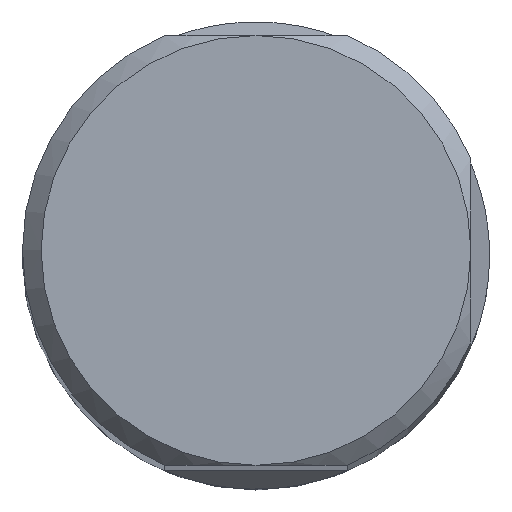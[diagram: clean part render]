
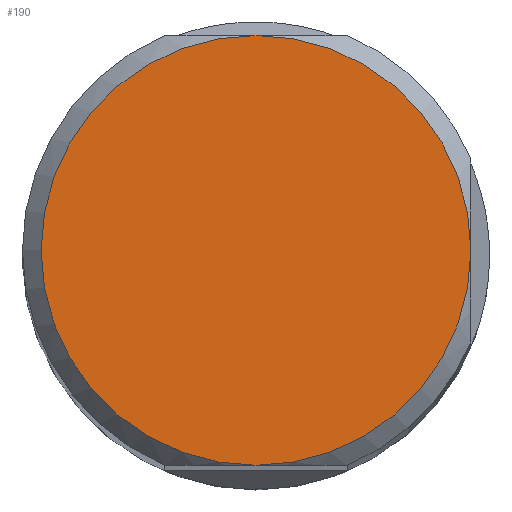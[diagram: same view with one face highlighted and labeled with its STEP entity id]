
A CAD part, top view. The second image highlights one B-rep face of the part: STEP entity #190.
In plain terms, the highlighted planar face has unit normal (0, 0, 1).
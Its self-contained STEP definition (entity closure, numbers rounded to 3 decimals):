
#57=FACE_OUTER_BOUND('',#315,.T.);
#190=ADVANCED_FACE('',(#57),#213,.F.);
#213=PLANE('',#727);
#315=EDGE_LOOP('',(#433,#434,#435));
#433=ORIENTED_EDGE('',*,*,#578,.T.);
#434=ORIENTED_EDGE('',*,*,#576,.T.);
#435=ORIENTED_EDGE('',*,*,#574,.T.);
#512=VERTEX_POINT('',#1076);
#513=VERTEX_POINT('',#1081);
#514=VERTEX_POINT('',#1089);
#574=EDGE_CURVE('',#512,#513,#616,.T.);
#576=EDGE_CURVE('',#514,#512,#617,.T.);
#578=EDGE_CURVE('',#513,#514,#618,.T.);
#616=CIRCLE('',#722,11.5);
#617=CIRCLE('',#724,11.5);
#618=CIRCLE('',#726,11.5);
#722=AXIS2_PLACEMENT_3D('',#1082,#896,#897);
#724=AXIS2_PLACEMENT_3D('',#1088,#900,#901);
#726=AXIS2_PLACEMENT_3D('',#1095,#904,#905);
#727=AXIS2_PLACEMENT_3D('',#1096,#906,#907);
#896=DIRECTION('',(0.,0.,1.));
#897=DIRECTION('',(-1.,0.,0.));
#900=DIRECTION('',(0.,0.,1.));
#901=DIRECTION('',(-1.,0.,0.));
#904=DIRECTION('',(0.,0.,1.));
#905=DIRECTION('',(-1.,0.,0.));
#906=DIRECTION('',(0.,0.,-1.));
#907=DIRECTION('',(1.,0.,0.));
#1076=CARTESIAN_POINT('',(0.,11.5,100.));
#1081=CARTESIAN_POINT('',(0.,-11.5,100.));
#1082=CARTESIAN_POINT('',(0.,0.,100.));
#1088=CARTESIAN_POINT('',(0.,0.,100.));
#1089=CARTESIAN_POINT('',(11.5,0.,100.));
#1095=CARTESIAN_POINT('',(0.,0.,100.));
#1096=CARTESIAN_POINT('',(12.5,0.,100.));
